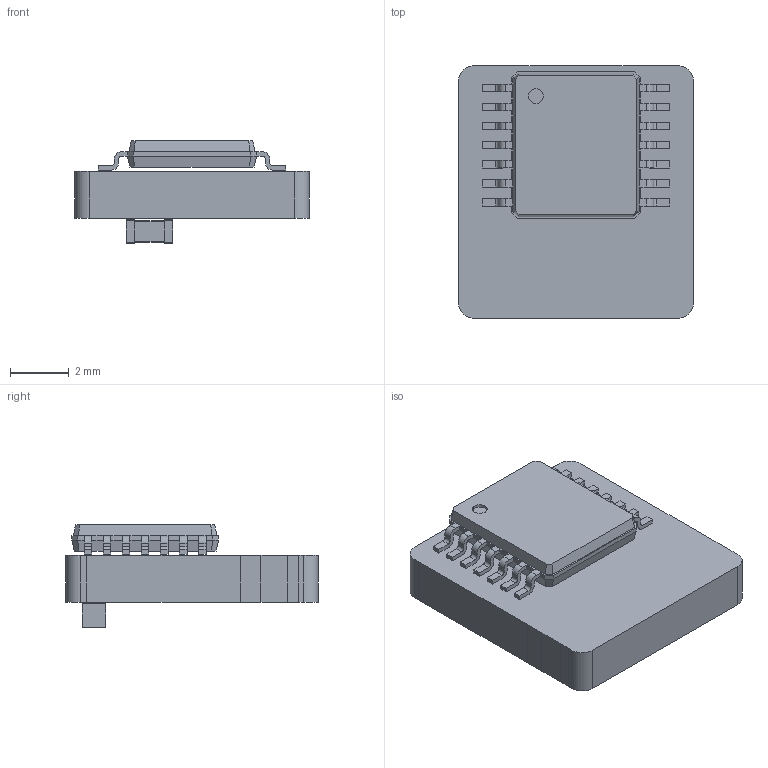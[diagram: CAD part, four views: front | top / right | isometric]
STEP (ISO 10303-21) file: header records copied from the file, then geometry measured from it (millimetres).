
FILE_DESCRIPTION(('KiCad electronic assembly'),'2;1');
FILE_NAME('Encoder_PCB.step','2024-11-23T05:01:46',('Pcbnew'),('Kicad'), 'Open CASCADE STEP processor 7.8','KiCad to STEP converter','Unknown' );
FILE_SCHEMA(('AUTOMOTIVE_DESIGN { 1 0 10303 214 1 1 1 1 }'));
Length unit declared in the file: millimetre
Products named in the file (6): Encoder_PCB 1; TSSOP-14_4.4x5mm_P0.65mm; TSSOP_14_44x5mm_P065mm; C_0603_1608Metric; Encoder_PCB_PCB
Assembly tree (5 placements, depth 3):
  Encoder_PCB 1
    TSSOP-14_4.4x5mm_P0.65mm
      TSSOP_14_44x5mm_P065mm
    C_0603_1608Metric
      C_0603_1608Metric
    Encoder_PCB_PCB
Bounding box: 8 x 8.61 x 3.5 mm (x, y, z)
Volume: 130.3 mm3; surface area: 268.1 mm2
Topology: 3 solids, 3 shells, 297 faces, 784 edges, 496 vertices
Faces by surface type: plane 186, cylinder 73, bspline 38
Full cylindrical faces by diameter (mm): 0.5 x1
Entity records: 11022 total; most frequent: CARTESIAN_POINT 1729, ORIENTED_EDGE 1568, DIRECTION 1428, EDGE_CURVE 784, LINE 606, VECTOR 606, VERTEX_POINT 496, AXIS2_PLACEMENT_3D 411
